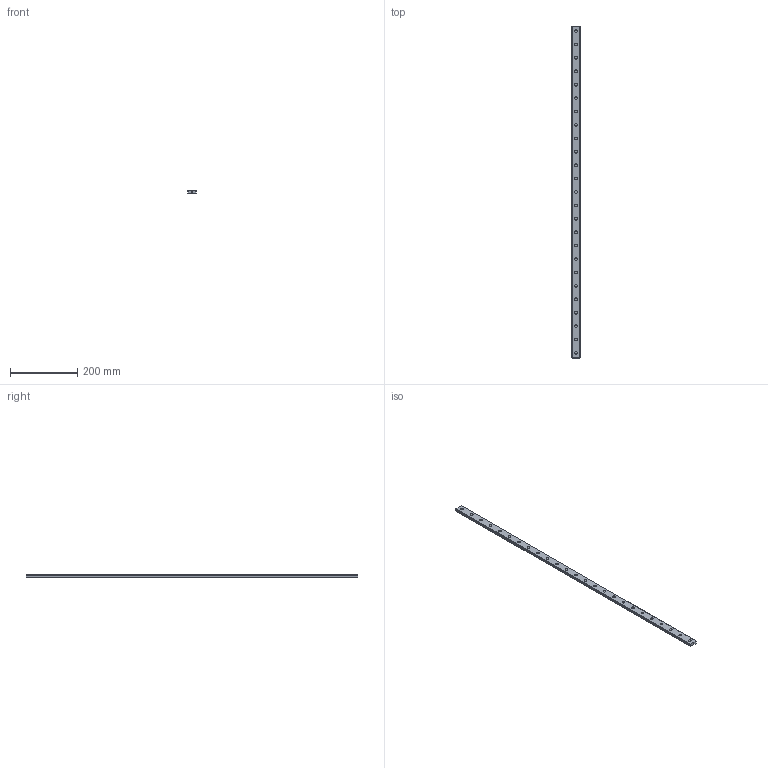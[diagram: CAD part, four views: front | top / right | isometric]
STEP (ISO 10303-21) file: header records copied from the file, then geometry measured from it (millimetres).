
FILE_DESCRIPTION(('STEP AP214'),'1');
FILE_NAME('cctmp_4F422ECD-C2FE-4811-8992-CCB9E330B022_2021_02_24_09_55_47_0897..stp','2021-02-24T08:55:48',('HIWIN GmbH'),('CADClick - www.CADClick.com'),'Spatial InterOp 3D',' ','unknown authorization');
FILE_SCHEMA(('AUTOMOTIVE_DESIGN'));
Length unit declared in the file: millimetre
Products named in the file (1): MGWR12R990CM_FILE
Bounding box: 24 x 990 x 8.5 mm (x, y, z)
Volume: 190894.4 mm3; surface area: 73927.5 mm2
Topology: 1 solids, 1 shells, 320 faces, 717 edges, 478 vertices
Faces by surface type: cylinder 166, plane 154
Entity records: 11617 total; most frequent: DIRECTION 1691, CARTESIAN_POINT 1516, ORIENTED_EDGE 1434, EDGE_CURVE 717, AXIS2_PLACEMENT_3D 653, VERTEX_POINT 478, EDGE_LOOP 399, LINE 385
